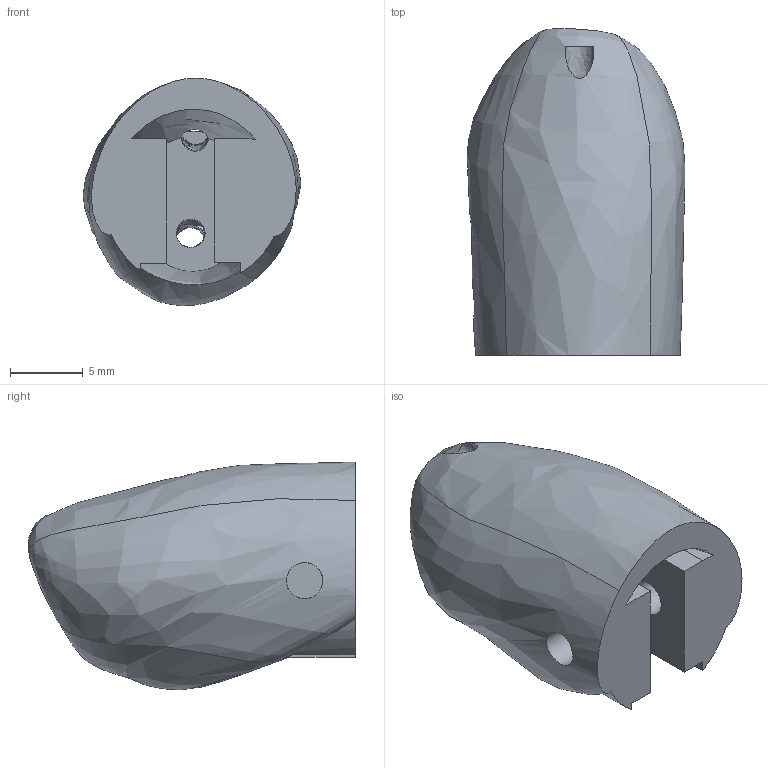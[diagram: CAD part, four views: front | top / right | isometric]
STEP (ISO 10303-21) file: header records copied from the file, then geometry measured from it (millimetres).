
FILE_DESCRIPTION(/* description */ (''),/* implementation_level */ '2;1');
FILE_NAME(/* name */ 'phalanx_distalis.stp',/* time_stamp */ '2016-05-29T20:02:41+02:00',/* author */ ('au233088'),/* organization */ (''),/* preprocessor_version */ 'ST-DEVELOPER v16.1',/* originating_system */ 'Autodesk Inventor 2016',/* authorisation */ '');
FILE_SCHEMA (('AUTOMOTIVE_DESIGN { 1 0 10303 214 3 1 1 }'));
Length unit declared in the file: millimetre
Products named in the file (1): phalanx_distalis
Bounding box: 14.99 x 22.49 x 15.66 mm (x, y, z)
Volume: 2368.8 mm3; surface area: 1903.1 mm2
Topology: 1 solids, 2 shells, 36 faces, 138 edges, 145 vertices
Faces by surface type: plane 21, bspline 10, cylinder 5
Full cylindrical faces by diameter (mm): 2.5 x2
Entity records: 3487 total; most frequent: CARTESIAN_POINT 2527, ORIENTED_EDGE 192, DIRECTION 142, EDGE_CURVE 96, LINE 68, VECTOR 68, VERTEX_POINT 66, B_SPLINE_CURVE_WITH_KNOTS 48
